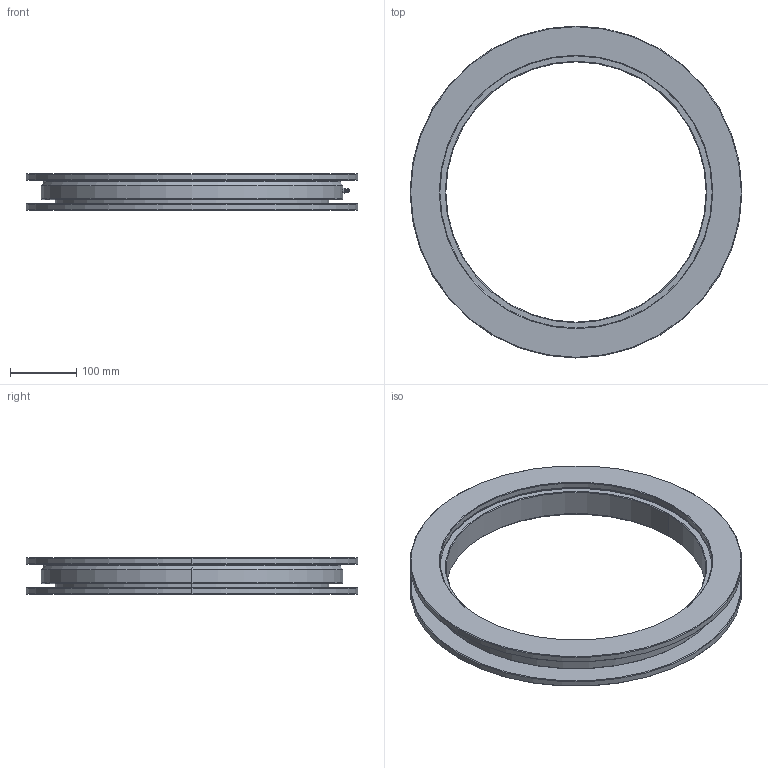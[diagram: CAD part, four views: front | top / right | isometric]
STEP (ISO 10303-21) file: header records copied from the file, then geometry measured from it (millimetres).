
FILE_DESCRIPTION (( 'STEP AP214' ), '1' );
FILE_NAME ('U.500.12 - Cast Iron.STEP', '2016-07-29T14:01:47', ( '' ), ( '' ), 'SwSTEP 2.0', 'SolidWorks 2015', '' );
FILE_SCHEMA (( 'AUTOMOTIVE_DESIGN' ));
Length unit declared in the file: millimetre
Products named in the file (5): Ball D12; U.500.12 - Cast Iron - OR; U.500.12 - Cast Iron; Grease nipple M6x1mm; U.500.12 - Cast Iron - IR
Assembly tree (113 placements, depth 2):
  U.500.12 - Cast Iron
    U.500.12 - Cast Iron - IR
    U.500.12 - Cast Iron - OR
    Ball D12  x110
    Grease nipple M6x1mm
Bounding box: 500 x 500 x 55 mm (x, y, z)
Volume: 2505701.1 mm3; surface area: 558790.6 mm2
Topology: 113 solids, 113 shells, 335 faces, 1010 edges, 684 vertices
Faces by surface type: sphere 220, cone 50, cylinder 28, torus 20, plane 17
Entity records: 4301 total; most frequent: DIRECTION 813, CARTESIAN_POINT 803, ORIENTED_EDGE 484, AXIS2_PLACEMENT_3D 370, EDGE_CURVE 242, CIRCLE 137, VERTEX_POINT 136, EDGE_LOOP 128
